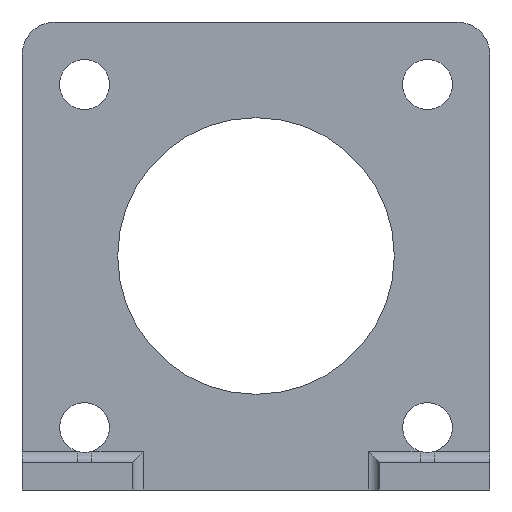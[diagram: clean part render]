
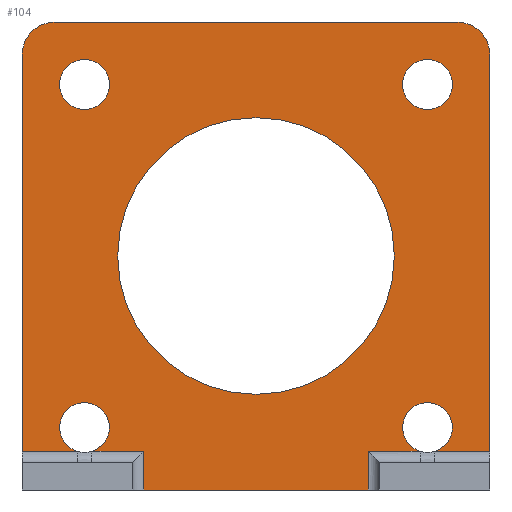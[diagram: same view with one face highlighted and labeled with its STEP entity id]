
A CAD part, front view. The second image highlights one B-rep face of the part: STEP entity #104.
In plain terms, the highlighted planar face has unit normal (0, -1, 0).
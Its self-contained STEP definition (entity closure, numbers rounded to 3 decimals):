
#70=FACE_BOUND('',#172,.T.);
#71=FACE_BOUND('',#173,.T.);
#72=FACE_BOUND('',#174,.T.);
#73=FACE_BOUND('',#175,.T.);
#104=ADVANCED_FACE('',(#70,#71,#72,#73),#131,.T.);
#131=PLANE('',#636);
#172=EDGE_LOOP('',(#286));
#173=EDGE_LOOP('',(#287,#288,#289,#290,#291,#292,#293,#294,#295,#296,#297,
#298,#299,#300));
#174=EDGE_LOOP('',(#301));
#175=EDGE_LOOP('',(#302));
#220=CIRCLE('',#618,2.25);
#223=CIRCLE('',#622,2.25);
#226=CIRCLE('',#626,2.25);
#228=CIRCLE('',#630,2.25);
#230=CIRCLE('',#633,12.5);
#231=CIRCLE('',#634,3.);
#232=CIRCLE('',#635,3.);
#286=ORIENTED_EDGE('',*,*,#490,.F.);
#287=ORIENTED_EDGE('',*,*,#472,.T.);
#288=ORIENTED_EDGE('',*,*,#491,.T.);
#289=ORIENTED_EDGE('',*,*,#484,.T.);
#290=ORIENTED_EDGE('',*,*,#492,.T.);
#291=ORIENTED_EDGE('',*,*,#450,.T.);
#292=ORIENTED_EDGE('',*,*,#493,.T.);
#293=ORIENTED_EDGE('',*,*,#479,.F.);
#294=ORIENTED_EDGE('',*,*,#494,.T.);
#295=ORIENTED_EDGE('',*,*,#495,.T.);
#296=ORIENTED_EDGE('',*,*,#466,.T.);
#297=ORIENTED_EDGE('',*,*,#496,.T.);
#298=ORIENTED_EDGE('',*,*,#497,.T.);
#299=ORIENTED_EDGE('',*,*,#482,.F.);
#300=ORIENTED_EDGE('',*,*,#498,.T.);
#301=ORIENTED_EDGE('',*,*,#476,.F.);
#302=ORIENTED_EDGE('',*,*,#488,.F.);
#396=VERTEX_POINT('',#840);
#397=VERTEX_POINT('',#841);
#411=VERTEX_POINT('',#871);
#412=VERTEX_POINT('',#873);
#416=VERTEX_POINT('',#883);
#417=VERTEX_POINT('',#885);
#420=VERTEX_POINT('',#893);
#422=VERTEX_POINT('',#898);
#423=VERTEX_POINT('',#899);
#425=VERTEX_POINT('',#905);
#426=VERTEX_POINT('',#906);
#428=VERTEX_POINT('',#912);
#429=VERTEX_POINT('',#913);
#432=VERTEX_POINT('',#921);
#434=VERTEX_POINT('',#926);
#435=VERTEX_POINT('',#931);
#436=VERTEX_POINT('',#934);
#450=EDGE_CURVE('',#396,#397,#526,.T.);
#466=EDGE_CURVE('',#412,#411,#536,.T.);
#472=EDGE_CURVE('',#417,#416,#541,.T.);
#476=EDGE_CURVE('',#420,#420,#220,.T.);
#479=EDGE_CURVE('',#423,#422,#223,.T.);
#482=EDGE_CURVE('',#426,#425,#226,.T.);
#484=EDGE_CURVE('',#428,#429,#544,.T.);
#488=EDGE_CURVE('',#432,#432,#228,.T.);
#490=EDGE_CURVE('',#434,#434,#230,.T.);
#491=EDGE_CURVE('',#416,#428,#231,.T.);
#492=EDGE_CURVE('',#429,#396,#232,.T.);
#493=EDGE_CURVE('',#397,#422,#548,.T.);
#494=EDGE_CURVE('',#423,#435,#549,.T.);
#495=EDGE_CURVE('',#435,#412,#550,.T.);
#496=EDGE_CURVE('',#411,#436,#551,.T.);
#497=EDGE_CURVE('',#436,#425,#552,.T.);
#498=EDGE_CURVE('',#426,#417,#553,.T.);
#526=LINE('',#839,#566);
#536=LINE('',#872,#576);
#541=LINE('',#884,#581);
#544=LINE('',#911,#584);
#548=LINE('',#929,#588);
#549=LINE('',#930,#589);
#550=LINE('',#932,#590);
#551=LINE('',#933,#591);
#552=LINE('',#935,#592);
#553=LINE('',#936,#593);
#566=VECTOR('',#672,1.);
#576=VECTOR('',#696,1.);
#581=VECTOR('',#705,1.);
#584=VECTOR('',#734,1.);
#588=VECTOR('',#752,1.);
#589=VECTOR('',#753,1.);
#590=VECTOR('',#754,1.);
#591=VECTOR('',#755,1.);
#592=VECTOR('',#756,1.);
#593=VECTOR('',#757,1.);
#618=AXIS2_PLACEMENT_3D('',#892,#712,#713);
#622=AXIS2_PLACEMENT_3D('',#900,#720,#721);
#626=AXIS2_PLACEMENT_3D('',#907,#728,#729);
#630=AXIS2_PLACEMENT_3D('',#920,#740,#741);
#633=AXIS2_PLACEMENT_3D('',#925,#746,#747);
#634=AXIS2_PLACEMENT_3D('',#927,#748,#749);
#635=AXIS2_PLACEMENT_3D('',#928,#750,#751);
#636=AXIS2_PLACEMENT_3D('',#937,#758,#759);
#672=DIRECTION('',(0.,0.,-1.));
#696=DIRECTION('',(1.,0.,0.));
#705=DIRECTION('',(0.,0.,1.));
#712=DIRECTION('',(0.,-1.,0.));
#713=DIRECTION('',(1.,0.,0.));
#720=DIRECTION('',(0.,-1.,0.));
#721=DIRECTION('',(1.,0.,0.));
#728=DIRECTION('',(0.,-1.,0.));
#729=DIRECTION('',(1.,0.,0.));
#734=DIRECTION('',(-1.,0.,0.));
#740=DIRECTION('',(0.,-1.,0.));
#741=DIRECTION('',(1.,0.,0.));
#746=DIRECTION('',(0.,-1.,0.));
#747=DIRECTION('',(1.,0.,0.));
#748=DIRECTION('',(0.,-1.,0.));
#749=DIRECTION('',(0.,0.,-1.));
#750=DIRECTION('',(0.,-1.,0.));
#751=DIRECTION('',(0.,0.,-1.));
#752=DIRECTION('',(1.,0.,0.));
#753=DIRECTION('',(1.,0.,0.));
#754=DIRECTION('',(0.,0.,-1.));
#755=DIRECTION('',(0.,0.,1.));
#756=DIRECTION('',(1.,0.,0.));
#757=DIRECTION('',(1.,0.,0.));
#758=DIRECTION('',(0.,-1.,0.));
#759=DIRECTION('',(0.,0.,-1.));
#839=CARTESIAN_POINT('',(-37.832,-3.175,27.109));
#840=CARTESIAN_POINT('',(-37.832,-3.175,24.109));
#841=CARTESIAN_POINT('',(-37.832,-3.175,-11.691));
#871=CARTESIAN_POINT('',(-6.532,-3.175,-15.191));
#872=CARTESIAN_POINT('',(-37.832,-3.175,-15.191));
#873=CARTESIAN_POINT('',(-26.832,-3.175,-15.191));
#883=CARTESIAN_POINT('',(4.468,-3.175,24.109));
#884=CARTESIAN_POINT('',(4.468,-3.175,-15.191));
#885=CARTESIAN_POINT('',(4.468,-3.175,-11.691));
#892=CARTESIAN_POINT('',(-32.182,-3.175,21.459));
#893=CARTESIAN_POINT('',(-29.932,-3.175,21.459));
#898=CARTESIAN_POINT('',(-32.845,-3.175,-11.691));
#899=CARTESIAN_POINT('',(-31.519,-3.175,-11.691));
#900=CARTESIAN_POINT('',(-32.182,-3.175,-9.541));
#905=CARTESIAN_POINT('',(-1.845,-3.175,-11.691));
#906=CARTESIAN_POINT('',(-0.519,-3.175,-11.691));
#907=CARTESIAN_POINT('',(-1.182,-3.175,-9.541));
#911=CARTESIAN_POINT('',(4.468,-3.175,27.109));
#912=CARTESIAN_POINT('',(1.468,-3.175,27.109));
#913=CARTESIAN_POINT('',(-34.832,-3.175,27.109));
#920=CARTESIAN_POINT('',(-1.182,-3.175,21.459));
#921=CARTESIAN_POINT('',(1.068,-3.175,21.459));
#925=CARTESIAN_POINT('',(-16.682,-3.175,5.959));
#926=CARTESIAN_POINT('',(-4.182,-3.175,5.959));
#927=CARTESIAN_POINT('',(1.468,-3.175,24.109));
#928=CARTESIAN_POINT('',(-34.832,-3.175,24.109));
#929=CARTESIAN_POINT('',(-1.182,-3.175,-11.691));
#930=CARTESIAN_POINT('',(-1.182,-3.175,-11.691));
#931=CARTESIAN_POINT('',(-26.832,-3.175,-11.691));
#932=CARTESIAN_POINT('',(-26.832,-3.175,-9.541));
#933=CARTESIAN_POINT('',(-6.532,-3.175,-9.541));
#934=CARTESIAN_POINT('',(-6.532,-3.175,-11.691));
#935=CARTESIAN_POINT('',(-1.182,-3.175,-11.691));
#936=CARTESIAN_POINT('',(-1.182,-3.175,-11.691));
#937=CARTESIAN_POINT('',(-1.182,-3.175,-9.541));
